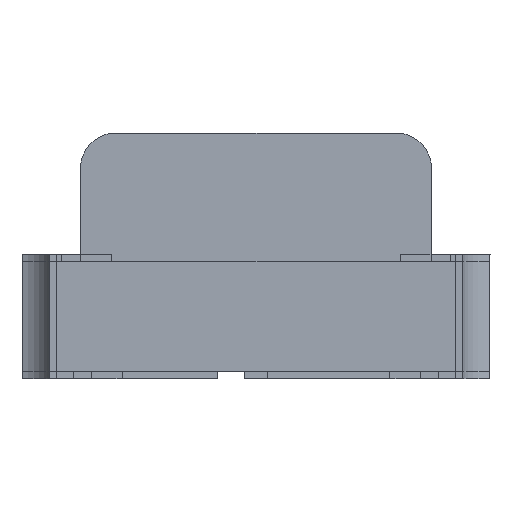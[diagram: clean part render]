
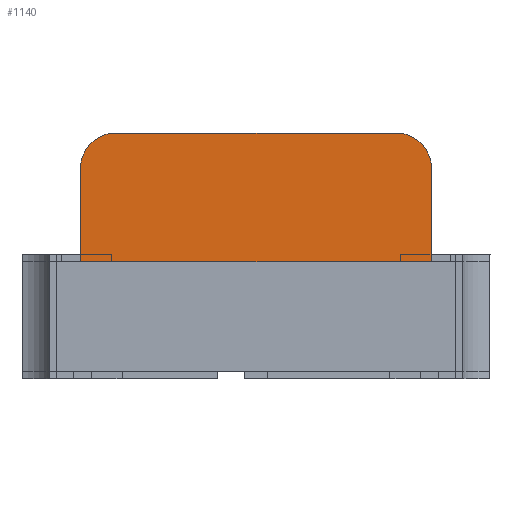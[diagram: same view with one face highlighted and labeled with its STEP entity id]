
A CAD part, front view. The second image highlights one B-rep face of the part: STEP entity #1140.
In plain terms, the highlighted planar face has unit normal (0, -1, 0).
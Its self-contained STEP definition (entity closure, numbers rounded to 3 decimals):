
#181 = VECTOR ( 'NONE', #6573, 1000. ) ;
#200 = CARTESIAN_POINT ( 'NONE',  ( 31.861, -17.838, 0.32 ) ) ;
#215 = CARTESIAN_POINT ( 'NONE',  ( 31.861, -17.838, -0.23 ) ) ;
#237 = CARTESIAN_POINT ( 'NONE',  ( 31.861, -17.838, 0.32 ) ) ;
#443 = VERTEX_POINT ( 'NONE', #4260 ) ;
#790 = DIRECTION ( 'NONE',  ( 1., 0., 0. ) ) ;
#807 = LINE ( 'NONE', #200, #5414 ) ;
#1024 = CARTESIAN_POINT ( 'NONE',  ( 31.861, -17.838, 0.17 ) ) ;
#1124 = CIRCLE ( 'NONE', #1531, 0.15 ) ;
#1139 = DIRECTION ( 'NONE',  ( 0., -1., 0. ) ) ;
#1140 = ADVANCED_FACE ( 'NONE', ( #2099 ), #3560, .T. ) ;
#1146 = ORIENTED_EDGE ( 'NONE', *, *, #2825, .T. ) ;
#1150 = LINE ( 'NONE', #2477, #3847 ) ;
#1231 = DIRECTION ( 'NONE',  ( 0., -1., 0. ) ) ;
#1340 = DIRECTION ( 'NONE',  ( 0., 0., -1. ) ) ;
#1356 = ORIENTED_EDGE ( 'NONE', *, *, #2382, .F. ) ;
#1391 = VERTEX_POINT ( 'NONE', #4221 ) ;
#1531 = AXIS2_PLACEMENT_3D ( 'NONE', #5051, #1139, #2293 ) ;
#1576 = VECTOR ( 'NONE', #4558, 1000. ) ;
#1663 = LINE ( 'NONE', #3458, #1576 ) ;
#1927 = CARTESIAN_POINT ( 'NONE',  ( 30.511, -17.838, 0.32 ) ) ;
#1954 = VERTEX_POINT ( 'NONE', #2905 ) ;
#2099 = FACE_OUTER_BOUND ( 'NONE', #5193, .T. ) ;
#2108 = ORIENTED_EDGE ( 'NONE', *, *, #2344, .T. ) ;
#2250 = AXIS2_PLACEMENT_3D ( 'NONE', #2927, #1231, #4041 ) ;
#2293 = DIRECTION ( 'NONE',  ( -1., 0., 0. ) ) ;
#2344 = EDGE_CURVE ( 'NONE', #6949, #443, #5835, .T. ) ;
#2382 = EDGE_CURVE ( 'NONE', #3898, #1954, #1663, .T. ) ;
#2477 = CARTESIAN_POINT ( 'NONE',  ( 31.861, -17.838, -0.23 ) ) ;
#2507 = AXIS2_PLACEMENT_3D ( 'NONE', #237, #5158, #790 ) ;
#2614 = ORIENTED_EDGE ( 'NONE', *, *, #6527, .F. ) ;
#2651 = VERTEX_POINT ( 'NONE', #1024 ) ;
#2825 = EDGE_CURVE ( 'NONE', #2651, #1391, #1124, .T. ) ;
#2905 = CARTESIAN_POINT ( 'NONE',  ( 30.361, -17.838, -0.23 ) ) ;
#2927 = CARTESIAN_POINT ( 'NONE',  ( 30.511, -17.838, 0.17 ) ) ;
#3458 = CARTESIAN_POINT ( 'NONE',  ( 31.861, -17.838, -0.23 ) ) ;
#3560 = PLANE ( 'NONE',  #2507 ) ;
#3847 = VECTOR ( 'NONE', #1340, 1000. ) ;
#3898 = VERTEX_POINT ( 'NONE', #215 ) ;
#4041 = DIRECTION ( 'NONE',  ( -1., 0., 0. ) ) ;
#4145 = ORIENTED_EDGE ( 'NONE', *, *, #6963, .F. ) ;
#4221 = CARTESIAN_POINT ( 'NONE',  ( 31.711, -17.838, 0.32 ) ) ;
#4260 = CARTESIAN_POINT ( 'NONE',  ( 30.361, -17.838, 0.17 ) ) ;
#4316 = CARTESIAN_POINT ( 'NONE',  ( 30.361, -17.838, -0.23 ) ) ;
#4518 = ORIENTED_EDGE ( 'NONE', *, *, #5928, .T. ) ;
#4535 = LINE ( 'NONE', #4316, #181 ) ;
#4558 = DIRECTION ( 'NONE',  ( -1., 0., 0. ) ) ;
#5051 = CARTESIAN_POINT ( 'NONE',  ( 31.711, -17.838, 0.17 ) ) ;
#5158 = DIRECTION ( 'NONE',  ( 0., -1., 0. ) ) ;
#5193 = EDGE_LOOP ( 'NONE', ( #1356, #4145, #1146, #4518, #2108, #2614 ) ) ;
#5414 = VECTOR ( 'NONE', #6313, 1000. ) ;
#5835 = CIRCLE ( 'NONE', #2250, 0.15 ) ;
#5928 = EDGE_CURVE ( 'NONE', #1391, #6949, #807, .T. ) ;
#6313 = DIRECTION ( 'NONE',  ( -1., 0., 0. ) ) ;
#6527 = EDGE_CURVE ( 'NONE', #1954, #443, #4535, .T. ) ;
#6573 = DIRECTION ( 'NONE',  ( 0., 0., 1. ) ) ;
#6949 = VERTEX_POINT ( 'NONE', #1927 ) ;
#6963 = EDGE_CURVE ( 'NONE', #2651, #3898, #1150, .T. ) ;
